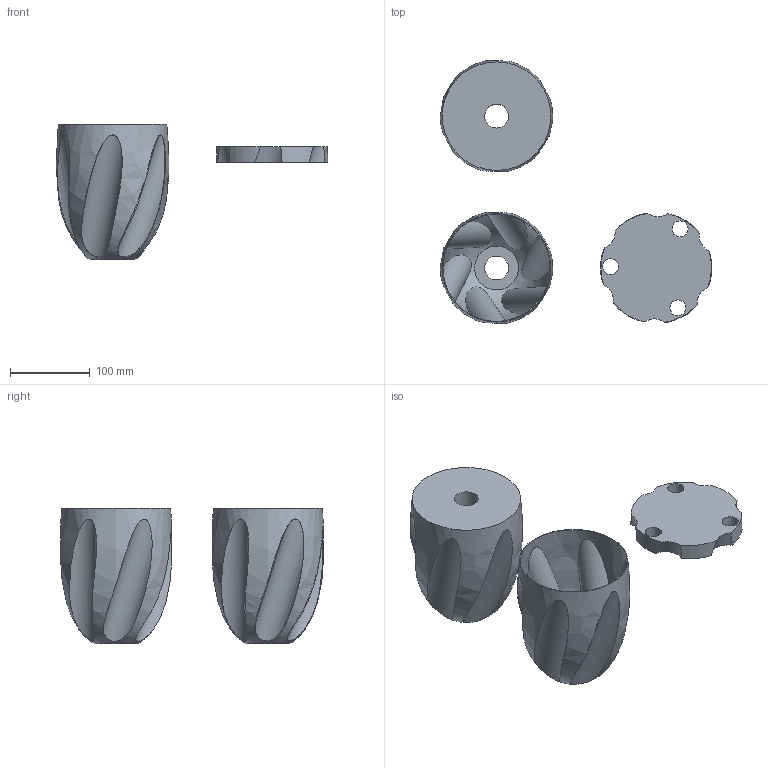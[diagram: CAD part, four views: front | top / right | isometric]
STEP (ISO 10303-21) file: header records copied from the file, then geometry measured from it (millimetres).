
FILE_DESCRIPTION(/* description */ (''),/* implementation_level */ '2;1');
FILE_NAME(/* name */ 'minlampshade twist tall v5.step',/* time_stamp */ '2023-04-16T21:13:27+01:00',/* author */ (''),/* organization */ (''),/* preprocessor_version */ 'ST-DEVELOPER v19.2',/* originating_system */ 'Autodesk Translation Framework v12.4.0.73',/* authorisation */ '');
FILE_SCHEMA (('AUTOMOTIVE_DESIGN { 1 0 10303 214 3 1 1 }'));
Length unit declared in the file: millimetre
Products named in the file (2): minlampshade twist tall; Diffuser
Assembly tree (1 placements, depth 2):
  minlampshade twist tall
    Diffuser
Bounding box: 340.38 x 329.28 x 170 mm (x, y, z)
Volume: 2030442.1 mm3; surface area: 310151.5 mm2
Topology: 3 solids, 3 shells, 46 faces, 87 edges, 63 vertices
Faces by surface type: cylinder 29, bspline 10, plane 7
Full cylindrical faces by diameter (mm): 20 x3, 30 x2
Entity records: 4365 total; most frequent: CARTESIAN_POINT 3470, ORIENTED_EDGE 174, DIRECTION 135, EDGE_CURVE 87, EDGE_LOOP 72, AXIS2_PLACEMENT_3D 65, VERTEX_POINT 63, B_SPLINE_CURVE_WITH_KNOTS 52
